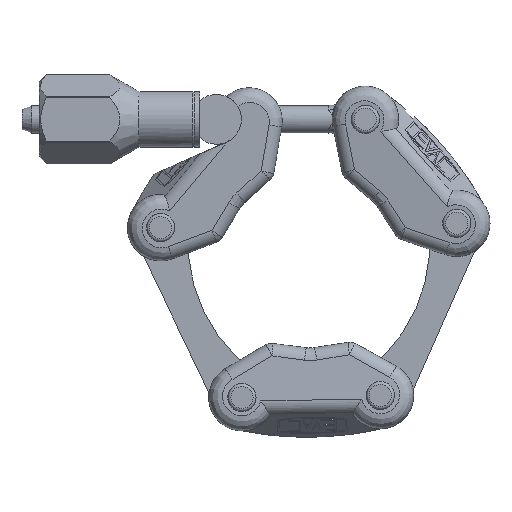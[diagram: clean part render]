
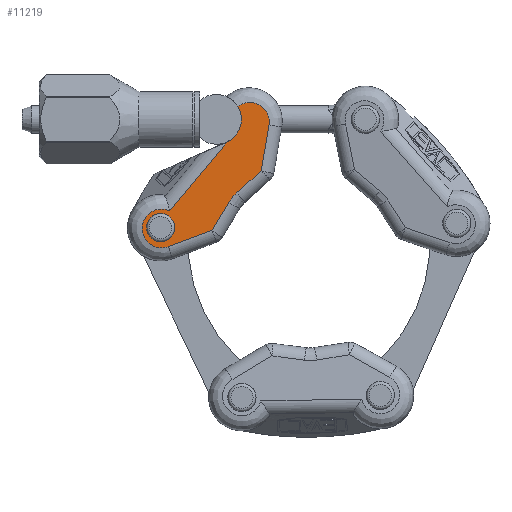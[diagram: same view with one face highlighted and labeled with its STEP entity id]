
A CAD part, left-side view. The second image highlights one B-rep face of the part: STEP entity #11219.
In plain terms, the highlighted face is planar.
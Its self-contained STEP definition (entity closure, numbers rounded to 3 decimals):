
#555=PLANE('',#12023);
#1353=LINE('',#20046,#2384);
#1354=LINE('',#20075,#2385);
#1355=LINE('',#20103,#2386);
#1357=LINE('',#20130,#2388);
#1582=LINE('',#22436,#2613);
#2384=VECTOR('',#13757,1000.);
#2385=VECTOR('',#13760,1000.);
#2386=VECTOR('',#13763,1000.);
#2388=VECTOR('',#13769,1000.);
#2613=VECTOR('',#14264,1000.);
#3036=B_SPLINE_CURVE_WITH_KNOTS('',3,(#22256,#22257,#22258,#22259,#22260,
#22261,#22262),.UNSPECIFIED.,.F.,.F.,(4,1,1,1,4),(0.,0.25,0.5,0.75,1.),
 .UNSPECIFIED.);
#3037=B_SPLINE_CURVE_WITH_KNOTS('',3,(#22333,#22334,#22335,#22336),
 .UNSPECIFIED.,.F.,.F.,(4,4),(0.,1.),.UNSPECIFIED.);
#3038=B_SPLINE_CURVE_WITH_KNOTS('',3,(#22417,#22418,#22419,#22420,#22421,
#22422,#22423,#22424,#22425,#22426,#22427,#22428),.UNSPECIFIED.,.F.,.F.,
(4,1,1,1,1,1,1,1,1,4),(0.,0.125,0.25,0.375,0.5,0.625,0.75,0.875,0.938,
1.),.UNSPECIFIED.);
#6163=ORIENTED_EDGE('',*,*,#7659,.T.);
#6164=ORIENTED_EDGE('',*,*,#7908,.F.);
#6165=ORIENTED_EDGE('',*,*,#7906,.T.);
#6166=ORIENTED_EDGE('',*,*,#7514,.F.);
#6167=ORIENTED_EDGE('',*,*,#7526,.F.);
#6168=ORIENTED_EDGE('',*,*,#7905,.F.);
#6169=ORIENTED_EDGE('',*,*,#7520,.F.);
#6170=ORIENTED_EDGE('',*,*,#7533,.F.);
#6171=ORIENTED_EDGE('',*,*,#7904,.T.);
#6172=ORIENTED_EDGE('',*,*,#7664,.F.);
#7514=EDGE_CURVE('',#8773,#8767,#1353,.T.);
#7520=EDGE_CURVE('',#8779,#8774,#1354,.T.);
#7526=EDGE_CURVE('',#8784,#8773,#1355,.T.);
#7533=EDGE_CURVE('',#8790,#8779,#1357,.T.);
#7659=EDGE_CURVE('',#8898,#8897,#9168,.T.);
#7664=EDGE_CURVE('',#8901,#8901,#9170,.T.);
#7904=EDGE_CURVE('',#8790,#8898,#3036,.T.);
#7905=EDGE_CURVE('',#8774,#8784,#3037,.F.);
#7906=EDGE_CURVE('',#9036,#8767,#3038,.T.);
#7908=EDGE_CURVE('',#9036,#8897,#1582,.T.);
#8767=VERTEX_POINT('',#20021);
#8773=VERTEX_POINT('',#20045);
#8774=VERTEX_POINT('',#20052);
#8779=VERTEX_POINT('',#20074);
#8784=VERTEX_POINT('',#20102);
#8790=VERTEX_POINT('',#20129);
#8897=VERTEX_POINT('',#20664);
#8898=VERTEX_POINT('',#20666);
#8901=VERTEX_POINT('',#20683);
#9036=VERTEX_POINT('',#22429);
#9168=ELLIPSE('',#11924,4.517,4.5);
#9170=ELLIPSE('',#11930,2.56,2.55);
#9777=EDGE_LOOP('',(#6163,#6164,#6165,#6166,#6167,#6168,#6169,#6170,#6171));
#9778=EDGE_LOOP('',(#6172));
#10466=FACE_BOUND('',#9777,.T.);
#10467=FACE_BOUND('',#9778,.T.);
#11219=ADVANCED_FACE('',(#10466,#10467),#555,.T.);
#11924=AXIS2_PLACEMENT_3D('',#20665,#13880,#13881);
#11930=AXIS2_PLACEMENT_3D('',#20682,#13892,#13893);
#12023=AXIS2_PLACEMENT_3D('',#22435,#14262,#14263);
#13757=DIRECTION('',(-0.044,0.5,-0.865));
#13760=DIRECTION('',(-0.013,0.148,-0.989));
#13763=DIRECTION('',(0.013,-0.148,-0.989));
#13769=DIRECTION('',(0.044,-0.5,-0.865));
#13880=DIRECTION('',(0.996,0.087,0.));
#13881=DIRECTION('',(-0.087,0.996,0.));
#13892=DIRECTION('',(-0.996,-0.087,0.));
#13893=DIRECTION('',(0.087,-0.996,0.));
#14262=DIRECTION('',(-0.996,-0.087,0.));
#14263=DIRECTION('',(0.,0.,1.));
#14264=DIRECTION('',(0.,0.,1.));
#20021=CARTESIAN_POINT('',(-9.671,-2.014,-14.25));
#20045=CARTESIAN_POINT('',(-9.304,-6.211,-6.98));
#20046=CARTESIAN_POINT('',(-9.304,-6.211,-6.98));
#20052=CARTESIAN_POINT('',(-9.381,-5.334,1.109));
#20074=CARTESIAN_POINT('',(-9.304,-6.211,6.98));
#20075=CARTESIAN_POINT('',(-9.304,-6.211,6.98));
#20102=CARTESIAN_POINT('',(-9.381,-5.334,-1.109));
#20103=CARTESIAN_POINT('',(-9.381,-5.334,-1.109));
#20129=CARTESIAN_POINT('',(-9.671,-2.014,14.25));
#20130=CARTESIAN_POINT('',(-9.671,-2.014,14.25));
#20664=CARTESIAN_POINT('',(-10.011,1.87,7.07));
#20665=CARTESIAN_POINT('',(-10.367,5.935,9.));
#20666=CARTESIAN_POINT('',(-10.236,4.437,13.243));
#20682=CARTESIAN_POINT('',(-9.956,1.235,-12.5));
#20683=CARTESIAN_POINT('',(-9.733,-1.315,-12.5));
#22256=CARTESIAN_POINT('',(-9.671,-2.014,14.25));
#22257=CARTESIAN_POINT('',(-9.702,-1.662,14.86));
#22258=CARTESIAN_POINT('',(-9.796,-0.588,15.851));
#22259=CARTESIAN_POINT('',(-9.987,1.59,16.174));
#22260=CARTESIAN_POINT('',(-10.16,3.567,15.202));
#22261=CARTESIAN_POINT('',(-10.223,4.287,13.933));
#22262=CARTESIAN_POINT('',(-10.236,4.437,13.243));
#22333=CARTESIAN_POINT('',(-9.381,-5.334,-1.109));
#22334=CARTESIAN_POINT('',(-9.391,-5.224,-0.374));
#22335=CARTESIAN_POINT('',(-9.391,-5.224,0.373));
#22336=CARTESIAN_POINT('',(-9.381,-5.334,1.109));
#22417=CARTESIAN_POINT('',(-10.011,1.87,-9.105));
#22418=CARTESIAN_POINT('',(-10.061,2.44,-9.249));
#22419=CARTESIAN_POINT('',(-10.151,3.466,-9.805));
#22420=CARTESIAN_POINT('',(-10.237,4.456,-11.288));
#22421=CARTESIAN_POINT('',(-10.252,4.618,-13.058));
#22422=CARTESIAN_POINT('',(-10.191,3.925,-14.696));
#22423=CARTESIAN_POINT('',(-10.07,2.542,-15.81));
#22424=CARTESIAN_POINT('',(-9.916,0.787,-16.14));
#22425=CARTESIAN_POINT('',(-9.795,-0.601,-15.683));
#22426=CARTESIAN_POINT('',(-9.714,-1.53,-14.95));
#22427=CARTESIAN_POINT('',(-9.684,-1.87,-14.5));
#22428=CARTESIAN_POINT('',(-9.671,-2.014,-14.25));
#22429=CARTESIAN_POINT('',(-10.011,1.87,-9.105));
#22435=CARTESIAN_POINT('',(-9.096,-8.595,0.));
#22436=CARTESIAN_POINT('',(-10.011,1.87,-9.105));
